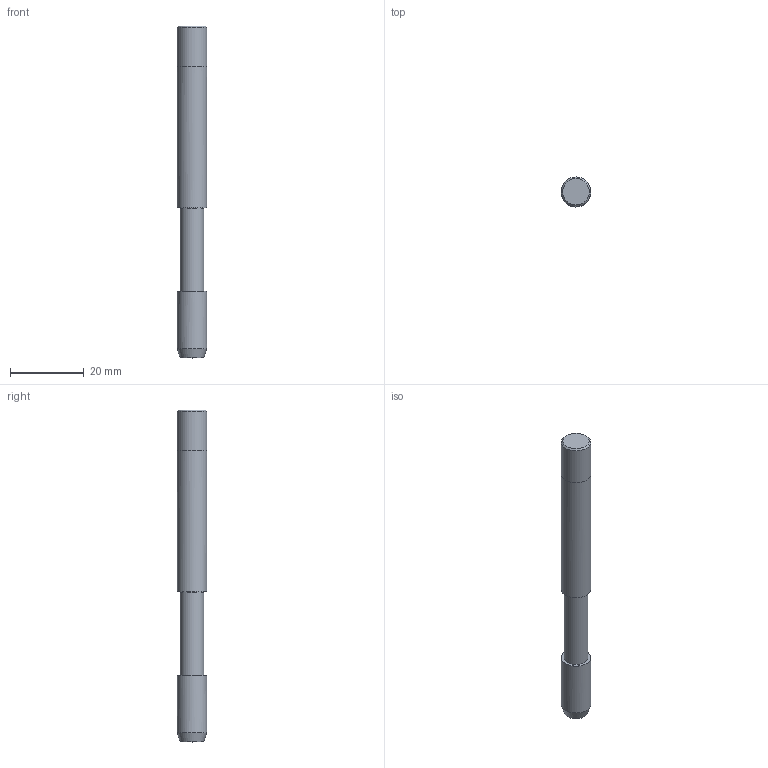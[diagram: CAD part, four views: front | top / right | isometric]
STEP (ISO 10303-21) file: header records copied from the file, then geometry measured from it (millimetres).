
FILE_DESCRIPTION ((), '3-D model version:1');
FILE_NAME ('E212M8', '2013-09-12T16:02:39', ('InteractiveCad'), ('AB Sandvik Coromant'), 'HarmonyWare STEP v1.9.12', 'T3D tool generator', '');
FILE_SCHEMA (('CONFIG_CONTROL_DESIGN'));
Length unit declared in the file: millimetre
Products named in the file (2): NONE
Bounding box: 8 x 8 x 90.1 mm (x, y, z)
Volume: 4119.7 mm3; surface area: 2969.7 mm2
Topology: 2 solids, 2 shells, 16 faces, 29 edges, 16 vertices
Faces by surface type: bspline 16
Entity records: 730 total; most frequent: CARTESIAN_POINT 288, ORIENTED_EDGE 56, DIRECTION 35, EDGE_CURVE 28, EDGE_LOOP 18, VERTEX_POINT 16, FACE_OUTER_BOUND 16, ADVANCED_FACE 16
